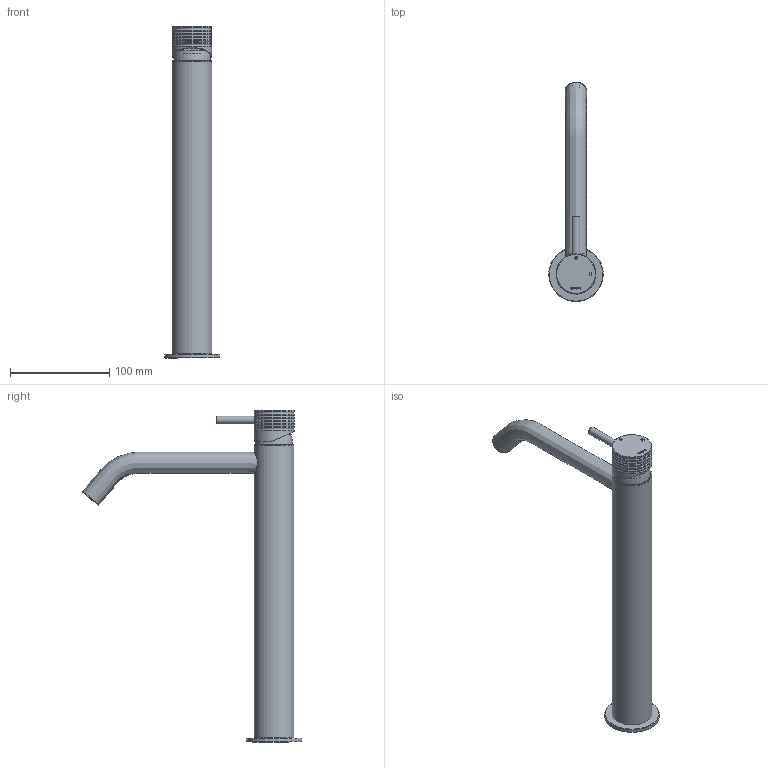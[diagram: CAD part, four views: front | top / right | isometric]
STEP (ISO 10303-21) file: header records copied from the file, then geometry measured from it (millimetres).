
FILE_DESCRIPTION(/* description */ ('Unknown'),/* implementation_level */ '2;1');
FILE_NAME(/* name */ 'AR003HL-00 rel1',/* time_stamp */ '2023-12-15T08:56:47+01:00',/* author */ ('Unknown'),/* organization */ ('Unknown'),/* preprocessor_version */ 'ST-DEVELOPER v18.102',/* originating_system */ 'Solid Edge',/* authorisation */ 'Unknown');
FILE_SCHEMA (('AUTOMOTIVE_DESIGN {1 0 10303 214 3 1 1}'));
Length unit declared in the file: millimetre
Products named in the file (9): AR003HL-00 rel1; AR003-06; AR003-17; CB004-005; AR003-028_oa_0; AR003-04; AR003-27; AR003H-01; AR003H-02
Assembly tree (8 placements, depth 3):
  AR003HL-00 rel1
    AR003-06
    AR003-17
    CB004-005
    AR003-028_oa_0
      AR003-04
      AR003-27
    AR003H-01
    AR003H-02
Bounding box: 55 x 220.6 x 334.7 mm (x, y, z)
Volume: 154493 mm3; surface area: 110470.6 mm2
Topology: 7 solids, 153 shells, 996 faces, 2031 edges, 1373 vertices
Faces by surface type: plane 634, cylinder 295, cone 35, sphere 13, torus 10, bspline 9
Full cylindrical faces by diameter (mm): 0.75 x146, 0.913 x1, 0.916 x1, 4.134 x3, 7.9 x1, 8 x1, 11 x1, 13.5 x1, 13.8 x1, 14 x1, 15 x2, 15.5 x1, 17 x2, 17.4 x2, 17.417 x2, 17.917 x2, 18.4 x1, 18.75 x1, 19.2 x1, 33.917 x2, 34 x1, 34.2 x1, 35.8 x3, 36.241 x1, 36.5 x1, 37 x1, 37.5 x1, 38 x1, 39 x1, 40 x2
Entity records: 34740 total; most frequent: CARTESIAN_POINT 8176, DIRECTION 4344, ORIENTED_EDGE 3268, AXIS2_PLACEMENT_3D 1774, EDGE_CURVE 1634, FACE_BOUND 1292, EDGE_LOOP 1286, VERTEX_POINT 1226
